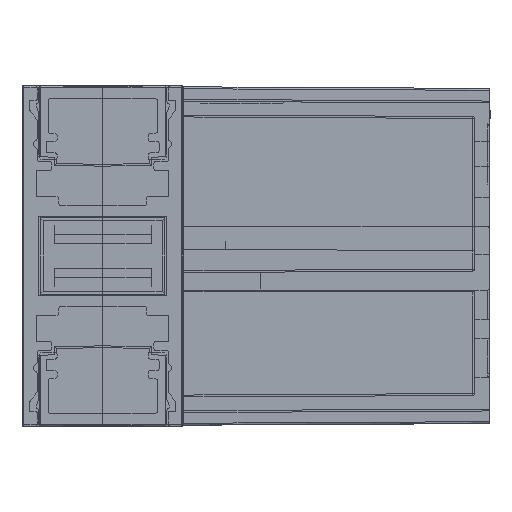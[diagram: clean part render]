
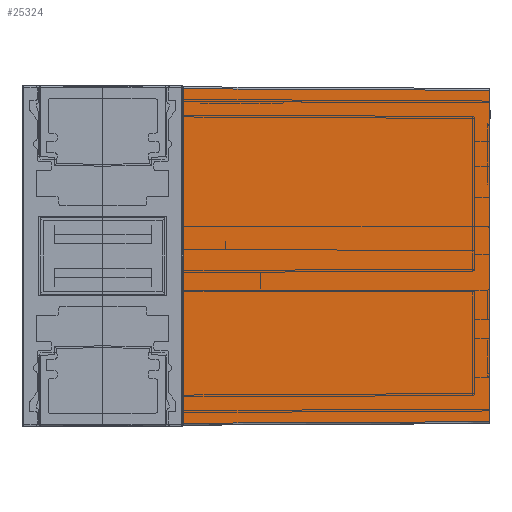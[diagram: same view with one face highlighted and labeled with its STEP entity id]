
A CAD part, front view. The second image highlights one B-rep face of the part: STEP entity #25324.
In plain terms, the highlighted planar face has unit normal (0.005, -1, 0).
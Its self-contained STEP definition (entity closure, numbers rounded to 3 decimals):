
#1016=PLANE('',#27313);
#2057=FACE_OUTER_BOUND('',#3443,.T.);
#3443=EDGE_LOOP('',(#19062,#19063,#19064,#19065,#19066,#19067));
#5315=LINE('',#38925,#7737);
#5383=LINE('',#39245,#7805);
#5484=LINE('',#39534,#7906);
#5488=LINE('',#39544,#7910);
#5489=LINE('',#39546,#7911);
#5490=LINE('',#39547,#7912);
#7737=VECTOR('',#31531,10.);
#7805=VECTOR('',#31757,10.);
#7906=VECTOR('',#32074,10.);
#7910=VECTOR('',#32088,10.);
#7911=VECTOR('',#32091,10.);
#7912=VECTOR('',#32092,10.);
#10813=VERTEX_POINT('',#38922);
#10814=VERTEX_POINT('',#38924);
#10901=VERTEX_POINT('',#39242);
#10902=VERTEX_POINT('',#39244);
#10982=VERTEX_POINT('',#39532);
#10983=VERTEX_POINT('',#39541);
#13644=EDGE_CURVE('',#10813,#10814,#5315,.T.);
#13763=EDGE_CURVE('',#10901,#10902,#5383,.F.);
#13913=EDGE_CURVE('',#10982,#10901,#5484,.T.);
#13919=EDGE_CURVE('',#10902,#10983,#5488,.T.);
#13920=EDGE_CURVE('',#10814,#10982,#5489,.T.);
#13921=EDGE_CURVE('',#10983,#10813,#5490,.T.);
#19062=ORIENTED_EDGE('',*,*,#13913,.F.);
#19063=ORIENTED_EDGE('',*,*,#13920,.F.);
#19064=ORIENTED_EDGE('',*,*,#13644,.F.);
#19065=ORIENTED_EDGE('',*,*,#13921,.F.);
#19066=ORIENTED_EDGE('',*,*,#13919,.F.);
#19067=ORIENTED_EDGE('',*,*,#13763,.F.);
#25324=ADVANCED_FACE('',(#2057),#1016,.T.);
#27313=AXIS2_PLACEMENT_3D('',#39545,#32089,#32090);
#31531=DIRECTION('',(0.,0.,1.));
#31757=DIRECTION('',(0.,0.,1.));
#32074=DIRECTION('',(1.,0.005,-0.005));
#32088=DIRECTION('',(-1.,-0.005,-0.005));
#32089=DIRECTION('center_axis',(0.005,-1.,
0.));
#32090=DIRECTION('ref_axis',(0.,0.,
1.));
#32091=DIRECTION('',(0.,0.,1.));
#32092=DIRECTION('',(0.,0.,1.));
#38922=CARTESIAN_POINT('',(8.25,-758.2,-3.5));
#38924=CARTESIAN_POINT('',(8.25,-758.2,3.5));
#38925=CARTESIAN_POINT('',(8.25,-758.2,-17.4));
#39242=CARTESIAN_POINT('',(39.75,-758.035,17.035));
#39244=CARTESIAN_POINT('',(39.75,-758.035,-17.035));
#39245=CARTESIAN_POINT('',(39.75,-758.035,-8.7));
#39532=CARTESIAN_POINT('',(8.25,-758.2,17.2));
#39534=CARTESIAN_POINT('',(39.839,-758.035,17.035));
#39541=CARTESIAN_POINT('',(8.25,-758.2,-17.2));
#39544=CARTESIAN_POINT('',(39.791,-758.035,-17.035));
#39545=CARTESIAN_POINT('Origin',(39.75,-758.035,-17.4));
#39546=CARTESIAN_POINT('',(8.25,-758.2,-0.05));
#39547=CARTESIAN_POINT('',(8.25,-758.2,-0.05));
